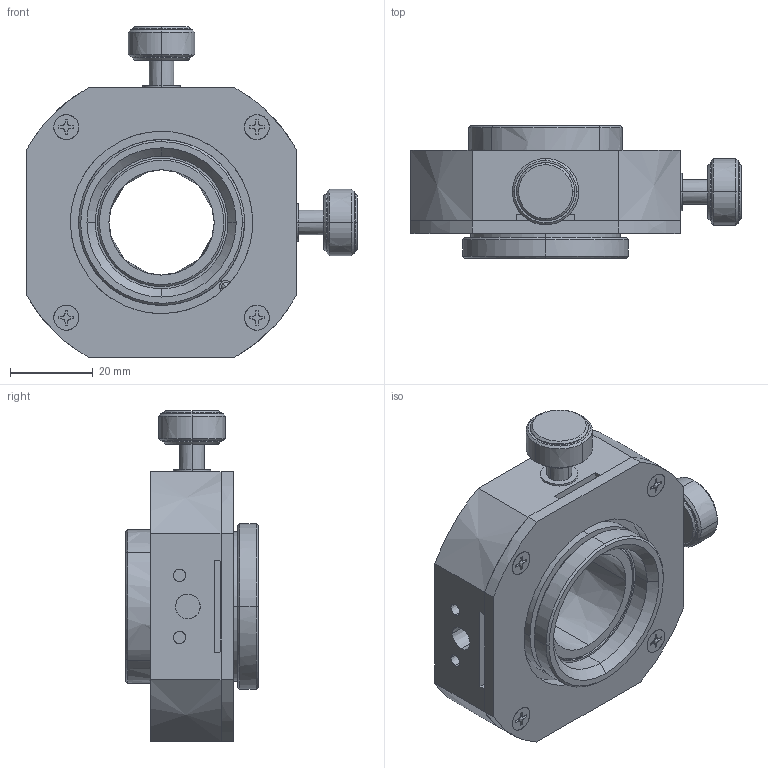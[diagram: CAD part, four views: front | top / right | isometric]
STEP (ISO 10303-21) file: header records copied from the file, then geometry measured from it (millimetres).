
FILE_DESCRIPTION (( 'STEP AP203' ), '1' );
FILE_NAME ('Web Model 87210_87210.step', '2021-05-04T16:49:18', ( '' ), ( '' ), 'SwSTEP 2.0', 'SolidWorks 2018', '' );
FILE_SCHEMA (( 'CONFIG_CONTROL_DESIGN' ));
Length unit declared in the file: millimetre
Products named in the file (1): Web Model 87210_87210
Bounding box: 79.69 x 32 x 79.69 mm (x, y, z)
Surface area: 41596.5 mm2 (no closed solid volume)
Topology: 0 solids, 26 shells, 713 faces, 2139 edges, 1390 vertices
Faces by surface type: bspline 538, plane 175
Entity records: 29141 total; most frequent: CARTESIAN_POINT 17112, ORIENTED_EDGE 3806, EDGE_CURVE 2131, B_SPLINE_CURVE_WITH_KNOTS 1567, VERTEX_POINT 1390, EDGE_LOOP 791, FACE_OUTER_BOUND 713, ADVANCED_FACE 713
